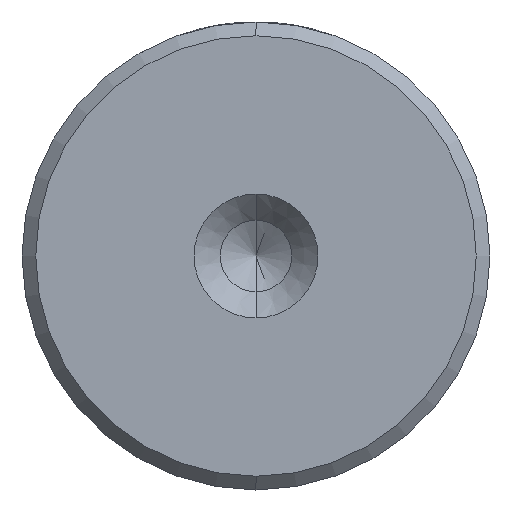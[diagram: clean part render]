
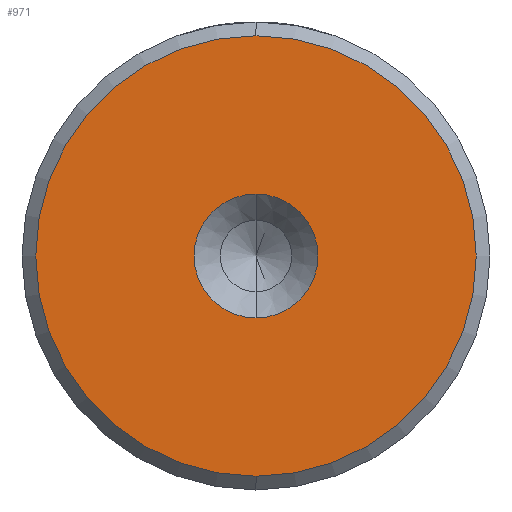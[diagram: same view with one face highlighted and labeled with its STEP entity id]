
A CAD part, left-side view. The second image highlights one B-rep face of the part: STEP entity #971.
In plain terms, the highlighted planar face has unit normal (-1, 0, 0).
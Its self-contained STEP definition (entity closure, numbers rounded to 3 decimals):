
#10 = CIRCLE ( 'NONE', #1674, 2.25 ) ;
#106 = CARTESIAN_POINT ( 'NONE',  ( 0., 0., 0. ) ) ;
#203 = AXIS2_PLACEMENT_3D ( 'NONE', #1464, #1908, #806 ) ;
#281 = DIRECTION ( 'NONE',  ( 0., 0., 1. ) ) ;
#284 = CARTESIAN_POINT ( 'NONE',  ( 0., 0., 0. ) ) ;
#290 = DIRECTION ( 'NONE',  ( 0., 0., 1. ) ) ;
#298 = VERTEX_POINT ( 'NONE', #2064 ) ;
#358 = EDGE_LOOP ( 'NONE', ( #1085, #1865 ) ) ;
#403 = CARTESIAN_POINT ( 'NONE',  ( 0., 0., -2.25 ) ) ;
#437 = VERTEX_POINT ( 'NONE', #727 ) ;
#445 = CARTESIAN_POINT ( 'NONE',  ( 0., 0., 0. ) ) ;
#453 = ORIENTED_EDGE ( 'NONE', *, *, #1159, .T. ) ;
#455 = CARTESIAN_POINT ( 'NONE',  ( 0., 0., 2.25 ) ) ;
#462 = VERTEX_POINT ( 'NONE', #403 ) ;
#622 = DIRECTION ( 'NONE',  ( 0., 0., 1. ) ) ;
#727 = CARTESIAN_POINT ( 'NONE',  ( 0., 0., 8. ) ) ;
#806 = DIRECTION ( 'NONE',  ( 0., 0., 1. ) ) ;
#829 = EDGE_CURVE ( 'NONE', #298, #437, #978, .T. ) ;
#868 = VERTEX_POINT ( 'NONE', #455 ) ;
#971 = ADVANCED_FACE ( 'NONE', ( #1436, #1823 ), #1339, .T. ) ;
#978 = CIRCLE ( 'NONE', #2061, 8. ) ;
#987 = EDGE_CURVE ( 'NONE', #462, #868, #10, .T. ) ;
#1085 = ORIENTED_EDGE ( 'NONE', *, *, #2113, .F. ) ;
#1159 = EDGE_CURVE ( 'NONE', #437, #298, #2003, .T. ) ;
#1339 = PLANE ( 'NONE',  #1561 ) ;
#1353 = DIRECTION ( 'NONE',  ( -1., 0., 0. ) ) ;
#1436 = FACE_OUTER_BOUND ( 'NONE', #2237, .T. ) ;
#1464 = CARTESIAN_POINT ( 'NONE',  ( 0., 0., 0. ) ) ;
#1561 = AXIS2_PLACEMENT_3D ( 'NONE', #2023, #1684, #281 ) ;
#1674 = AXIS2_PLACEMENT_3D ( 'NONE', #106, #1353, #290 ) ;
#1679 = DIRECTION ( 'NONE',  ( -1., 0., 0. ) ) ;
#1684 = DIRECTION ( 'NONE',  ( -1., 0., 0. ) ) ;
#1693 = ORIENTED_EDGE ( 'NONE', *, *, #829, .T. ) ;
#1823 = FACE_BOUND ( 'NONE', #358, .T. ) ;
#1856 = DIRECTION ( 'NONE',  ( -1., 0., 0. ) ) ;
#1865 = ORIENTED_EDGE ( 'NONE', *, *, #987, .F. ) ;
#1908 = DIRECTION ( 'NONE',  ( -1., 0., 0. ) ) ;
#1997 = AXIS2_PLACEMENT_3D ( 'NONE', #445, #1679, #622 ) ;
#2003 = CIRCLE ( 'NONE', #203, 8. ) ;
#2023 = CARTESIAN_POINT ( 'NONE',  ( 0., 0., 0. ) ) ;
#2061 = AXIS2_PLACEMENT_3D ( 'NONE', #284, #1856, #2193 ) ;
#2064 = CARTESIAN_POINT ( 'NONE',  ( 0., 0., -8. ) ) ;
#2113 = EDGE_CURVE ( 'NONE', #868, #462, #2130, .T. ) ;
#2130 = CIRCLE ( 'NONE', #1997, 2.25 ) ;
#2193 = DIRECTION ( 'NONE',  ( 0., 0., 1. ) ) ;
#2237 = EDGE_LOOP ( 'NONE', ( #1693, #453 ) ) ;
